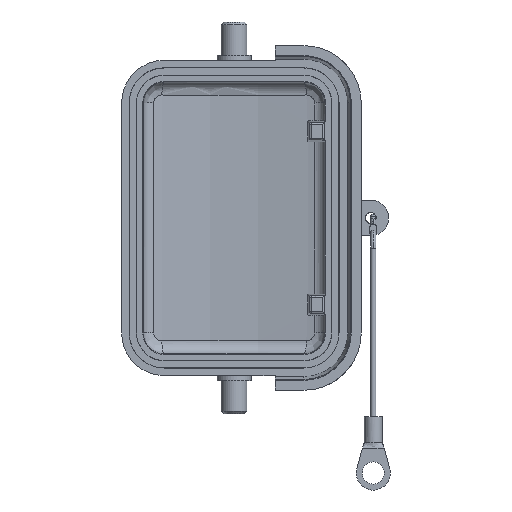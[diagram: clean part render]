
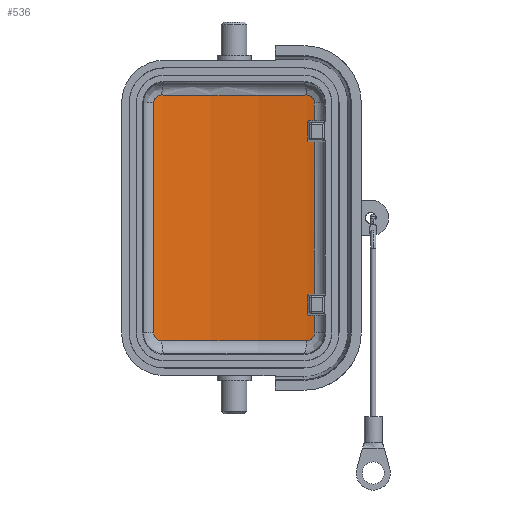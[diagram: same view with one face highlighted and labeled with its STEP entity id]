
A CAD part, front view. The second image highlights one B-rep face of the part: STEP entity #536.
In plain terms, the highlighted cylindrical face has radius 77.4 mm (diameter 154.8 mm), a partial arc.
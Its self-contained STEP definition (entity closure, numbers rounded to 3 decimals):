
#195=B_SPLINE_CURVE_WITH_KNOTS('',3,(#8236,#8237,#8238,#8239),
 .UNSPECIFIED.,.F.,.F.,(4,4),(0.,1.),.UNSPECIFIED.);
#198=B_SPLINE_CURVE_WITH_KNOTS('',3,(#8257,#8258,#8259,#8260),
 .UNSPECIFIED.,.F.,.F.,(4,4),(0.,1.),.UNSPECIFIED.);
#207=B_SPLINE_CURVE_WITH_KNOTS('',3,(#8308,#8309,#8310,#8311),
 .UNSPECIFIED.,.F.,.F.,(4,4),(0.,1.),.UNSPECIFIED.);
#210=B_SPLINE_CURVE_WITH_KNOTS('',3,(#8329,#8330,#8331,#8332),
 .UNSPECIFIED.,.F.,.F.,(4,4),(0.,1.),.UNSPECIFIED.);
#218=B_SPLINE_CURVE_WITH_KNOTS('',3,(#8391,#8392,#8393,#8394),
 .UNSPECIFIED.,.F.,.F.,(4,4),(0.,1.),.UNSPECIFIED.);
#219=B_SPLINE_CURVE_WITH_KNOTS('',3,(#8396,#8397,#8398,#8399),
 .UNSPECIFIED.,.F.,.F.,(4,4),(0.,1.),.UNSPECIFIED.);
#220=B_SPLINE_CURVE_WITH_KNOTS('',3,(#8401,#8402,#8403,#8404),
 .UNSPECIFIED.,.F.,.F.,(4,4),(0.,1.),.UNSPECIFIED.);
#221=B_SPLINE_CURVE_WITH_KNOTS('',3,(#8408,#8409,#8410,#8411),
 .UNSPECIFIED.,.F.,.F.,(4,4),(0.,1.),.UNSPECIFIED.);
#222=B_SPLINE_CURVE_WITH_KNOTS('',3,(#8413,#8414,#8415,#8416),
 .UNSPECIFIED.,.F.,.F.,(4,4),(0.,1.),.UNSPECIFIED.);
#223=B_SPLINE_CURVE_WITH_KNOTS('',3,(#8418,#8419,#8420,#8421),
 .UNSPECIFIED.,.F.,.F.,(4,4),(0.,1.),.UNSPECIFIED.);
#536=ADVANCED_FACE('NONE',(#935),#779,.F.);
#779=CYLINDRICAL_SURFACE('',#5515,77.4);
#935=FACE_OUTER_BOUND('',#1244,.T.);
#1244=EDGE_LOOP('',(#2161,#2162,#2163,#2164,#2165,#2166,#2167,#2168,#2169,
#2170,#2171,#2172,#2173,#2174,#2175,#2176,#2177,#2178,#2179,#2180));
#1571=CIRCLE('',#5506,77.4);
#1572=CIRCLE('',#5508,77.4);
#1573=CIRCLE('',#5510,77.4);
#1574=CIRCLE('',#5512,77.4);
#2161=ORIENTED_EDGE('',*,*,#4040,.F.);
#2162=ORIENTED_EDGE('',*,*,#4024,.F.);
#2163=ORIENTED_EDGE('',*,*,#4030,.F.);
#2164=ORIENTED_EDGE('',*,*,#4004,.F.);
#2165=ORIENTED_EDGE('',*,*,#4033,.F.);
#2166=ORIENTED_EDGE('',*,*,#4044,.T.);
#2167=ORIENTED_EDGE('',*,*,#4045,.T.);
#2168=ORIENTED_EDGE('',*,*,#4046,.T.);
#2169=ORIENTED_EDGE('',*,*,#4047,.T.);
#2170=ORIENTED_EDGE('',*,*,#4048,.T.);
#2171=ORIENTED_EDGE('',*,*,#4049,.T.);
#2172=ORIENTED_EDGE('',*,*,#4050,.T.);
#2173=ORIENTED_EDGE('',*,*,#4051,.T.);
#2174=ORIENTED_EDGE('',*,*,#4052,.T.);
#2175=ORIENTED_EDGE('',*,*,#4034,.F.);
#2176=ORIENTED_EDGE('',*,*,#4009,.F.);
#2177=ORIENTED_EDGE('',*,*,#4029,.F.);
#2178=ORIENTED_EDGE('',*,*,#4019,.F.);
#2179=ORIENTED_EDGE('',*,*,#4037,.F.);
#2180=ORIENTED_EDGE('',*,*,#4053,.T.);
#3443=VERTEX_POINT('',#8235);
#3444=VERTEX_POINT('',#8240);
#3446=VERTEX_POINT('',#8256);
#3447=VERTEX_POINT('',#8261);
#3452=VERTEX_POINT('',#8307);
#3453=VERTEX_POINT('',#8312);
#3455=VERTEX_POINT('',#8328);
#3456=VERTEX_POINT('',#8333);
#3459=VERTEX_POINT('',#8360);
#3460=VERTEX_POINT('',#8364);
#3461=VERTEX_POINT('',#8372);
#3462=VERTEX_POINT('',#8380);
#3463=VERTEX_POINT('',#8390);
#3464=VERTEX_POINT('',#8395);
#3465=VERTEX_POINT('',#8400);
#3466=VERTEX_POINT('',#8405);
#3467=VERTEX_POINT('',#8407);
#3468=VERTEX_POINT('',#8412);
#3469=VERTEX_POINT('',#8417);
#3470=VERTEX_POINT('',#8422);
#4004=EDGE_CURVE('NONE',#3443,#3444,#195,.T.);
#4009=EDGE_CURVE('NONE',#3446,#3447,#198,.T.);
#4019=EDGE_CURVE('NONE',#3452,#3453,#207,.T.);
#4024=EDGE_CURVE('NONE',#3455,#3456,#210,.T.);
#4029=EDGE_CURVE('NONE',#3453,#3446,#4675,.T.);
#4030=EDGE_CURVE('NONE',#3444,#3455,#4676,.T.);
#4033=EDGE_CURVE('NONE',#3459,#3443,#1571,.T.);
#4034=EDGE_CURVE('NONE',#3447,#3460,#1572,.T.);
#4037=EDGE_CURVE('NONE',#3461,#3452,#1573,.T.);
#4040=EDGE_CURVE('NONE',#3456,#3462,#1574,.T.);
#4044=EDGE_CURVE('NONE',#3459,#3463,#4682,.T.);
#4045=EDGE_CURVE('NONE',#3463,#3464,#218,.T.);
#4046=EDGE_CURVE('NONE',#3464,#3465,#219,.T.);
#4047=EDGE_CURVE('NONE',#3465,#3466,#220,.T.);
#4048=EDGE_CURVE('NONE',#3466,#3467,#4683,.T.);
#4049=EDGE_CURVE('NONE',#3467,#3468,#221,.T.);
#4050=EDGE_CURVE('NONE',#3468,#3469,#222,.T.);
#4051=EDGE_CURVE('NONE',#3469,#3470,#223,.T.);
#4052=EDGE_CURVE('NONE',#3470,#3460,#4684,.T.);
#4053=EDGE_CURVE('NONE',#3461,#3462,#4685,.T.);
#4675=LINE('',#8351,#5071);
#4676=LINE('',#8353,#5072);
#4682=LINE('',#8389,#5078);
#4683=LINE('',#8406,#5079);
#4684=LINE('',#8423,#5080);
#4685=LINE('',#8424,#5081);
#5071=VECTOR('',#6345,1.);
#5072=VECTOR('',#6348,1.);
#5078=VECTOR('',#6374,1.);
#5079=VECTOR('',#6375,1.);
#5080=VECTOR('',#6376,1.);
#5081=VECTOR('',#6377,1.);
#5506=AXIS2_PLACEMENT_3D('',#8361,#6352,#6353);
#5508=AXIS2_PLACEMENT_3D('',#8363,#6356,#6357);
#5510=AXIS2_PLACEMENT_3D('',#8371,#6361,#6362);
#5512=AXIS2_PLACEMENT_3D('',#8379,#6366,#6367);
#5515=AXIS2_PLACEMENT_3D('',#8425,#6378,#6379);
#6345=DIRECTION('',(0.,0.,-1.));
#6348=DIRECTION('',(0.,0.,-1.));
#6352=DIRECTION('',(0.,0.,1.));
#6353=DIRECTION('',(1.,0.,0.));
#6356=DIRECTION('',(0.,0.,-1.));
#6357=DIRECTION('',(1.,0.,0.));
#6361=DIRECTION('',(0.,0.,1.));
#6362=DIRECTION('',(1.,0.,0.));
#6366=DIRECTION('',(0.,0.,-1.));
#6367=DIRECTION('',(1.,0.,0.));
#6374=DIRECTION('',(0.,0.,1.));
#6375=DIRECTION('',(0.,0.,-1.));
#6376=DIRECTION('',(0.,0.,1.));
#6377=DIRECTION('',(0.,0.,1.));
#6378=DIRECTION('',(0.,0.,1.));
#6379=DIRECTION('',(1.,0.,0.));
#8235=CARTESIAN_POINT('',(14.3,-1.392,18.5));
#8236=CARTESIAN_POINT('',(14.3,-1.392,18.5));
#8237=CARTESIAN_POINT('',(14.106,-1.356,18.5));
#8238=CARTESIAN_POINT('',(14.,-1.336,18.354));
#8239=CARTESIAN_POINT('',(14.,-1.336,18.201));
#8240=CARTESIAN_POINT('',(14.,-1.336,18.201));
#8256=CARTESIAN_POINT('',(14.,-1.336,-18.201));
#8257=CARTESIAN_POINT('',(14.,-1.336,-18.201));
#8258=CARTESIAN_POINT('',(14.,-1.336,-18.354));
#8259=CARTESIAN_POINT('',(14.106,-1.356,-18.5));
#8260=CARTESIAN_POINT('',(14.3,-1.392,-18.5));
#8261=CARTESIAN_POINT('',(14.3,-1.392,-18.5));
#8307=CARTESIAN_POINT('',(14.3,-1.392,-14.5));
#8308=CARTESIAN_POINT('',(14.3,-1.392,-14.5));
#8309=CARTESIAN_POINT('',(14.106,-1.356,-14.5));
#8310=CARTESIAN_POINT('',(14.,-1.336,-14.646));
#8311=CARTESIAN_POINT('',(14.,-1.336,-14.799));
#8312=CARTESIAN_POINT('',(14.,-1.336,-14.799));
#8328=CARTESIAN_POINT('',(14.,-1.336,14.799));
#8329=CARTESIAN_POINT('',(14.,-1.336,14.799));
#8330=CARTESIAN_POINT('',(14.,-1.336,14.646));
#8331=CARTESIAN_POINT('',(14.106,-1.356,14.5));
#8332=CARTESIAN_POINT('',(14.3,-1.392,14.5));
#8333=CARTESIAN_POINT('',(14.3,-1.392,14.5));
#8351=CARTESIAN_POINT('',(14.,-1.336,-28.6));
#8353=CARTESIAN_POINT('',(14.,-1.336,-28.6));
#8360=CARTESIAN_POINT('',(15.301,-1.587,18.5));
#8361=CARTESIAN_POINT('',(0.,-77.46,18.5));
#8363=CARTESIAN_POINT('',(0.,-77.46,-18.5));
#8364=CARTESIAN_POINT('',(15.301,-1.587,-18.5));
#8371=CARTESIAN_POINT('',(0.,-77.46,-14.5));
#8372=CARTESIAN_POINT('',(15.301,-1.587,-14.5));
#8379=CARTESIAN_POINT('',(0.,-77.46,14.5));
#8380=CARTESIAN_POINT('',(15.301,-1.587,14.5));
#8389=CARTESIAN_POINT('',(15.301,-1.587,22.057));
#8390=CARTESIAN_POINT('',(15.301,-1.587,21.9));
#8391=CARTESIAN_POINT('',(15.301,-1.587,21.9));
#8392=CARTESIAN_POINT('',(15.299,-1.587,22.724));
#8393=CARTESIAN_POINT('',(14.554,-1.436,23.405));
#8394=CARTESIAN_POINT('',(13.744,-1.29,23.405));
#8395=CARTESIAN_POINT('',(13.744,-1.29,23.405));
#8396=CARTESIAN_POINT('',(13.744,-1.29,23.405));
#8397=CARTESIAN_POINT('',(4.679,0.346,23.391));
#8398=CARTESIAN_POINT('',(-4.679,0.346,23.391));
#8399=CARTESIAN_POINT('',(-13.744,-1.29,23.405));
#8400=CARTESIAN_POINT('',(-13.744,-1.29,23.405));
#8401=CARTESIAN_POINT('',(-13.744,-1.29,23.405));
#8402=CARTESIAN_POINT('',(-14.554,-1.436,23.405));
#8403=CARTESIAN_POINT('',(-15.299,-1.587,22.724));
#8404=CARTESIAN_POINT('',(-15.301,-1.587,21.9));
#8405=CARTESIAN_POINT('',(-15.301,-1.587,21.9));
#8406=CARTESIAN_POINT('',(-15.301,-1.587,-22.057));
#8407=CARTESIAN_POINT('',(-15.301,-1.587,-21.9));
#8408=CARTESIAN_POINT('',(-15.301,-1.587,-21.9));
#8409=CARTESIAN_POINT('',(-15.299,-1.587,-22.724));
#8410=CARTESIAN_POINT('',(-14.554,-1.436,-23.405));
#8411=CARTESIAN_POINT('',(-13.744,-1.29,-23.405));
#8412=CARTESIAN_POINT('',(-13.744,-1.29,-23.405));
#8413=CARTESIAN_POINT('',(-13.744,-1.29,-23.405));
#8414=CARTESIAN_POINT('',(-4.679,0.346,-23.391));
#8415=CARTESIAN_POINT('',(4.679,0.346,-23.391));
#8416=CARTESIAN_POINT('',(13.744,-1.29,-23.405));
#8417=CARTESIAN_POINT('',(13.744,-1.29,-23.405));
#8418=CARTESIAN_POINT('',(13.744,-1.29,-23.405));
#8419=CARTESIAN_POINT('',(14.554,-1.436,-23.405));
#8420=CARTESIAN_POINT('',(15.299,-1.587,-22.724));
#8421=CARTESIAN_POINT('',(15.301,-1.587,-21.9));
#8422=CARTESIAN_POINT('',(15.301,-1.587,-21.9));
#8423=CARTESIAN_POINT('',(15.301,-1.587,22.057));
#8424=CARTESIAN_POINT('',(15.301,-1.587,22.057));
#8425=CARTESIAN_POINT('',(0.,-77.46,-28.6));
